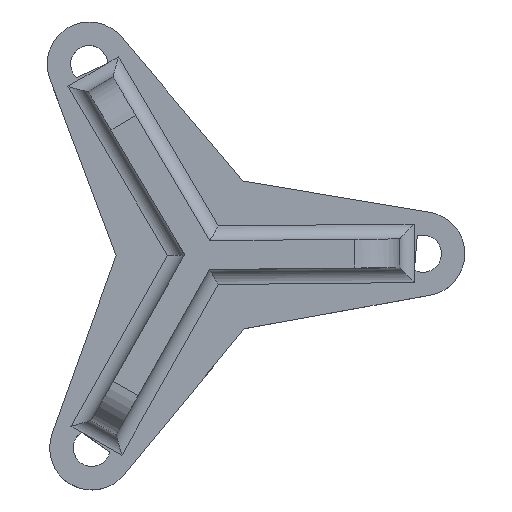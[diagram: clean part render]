
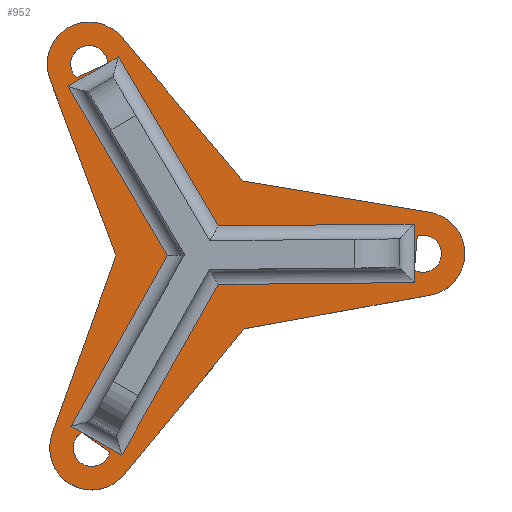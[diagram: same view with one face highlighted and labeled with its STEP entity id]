
A CAD part, top view. The second image highlights one B-rep face of the part: STEP entity #952.
In plain terms, the highlighted planar face has unit normal (0, 0, 1).
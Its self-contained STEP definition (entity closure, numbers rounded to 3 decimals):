
#30=FACE_BOUND('',#361,.T.);
#63=LINE('',#1422,#156);
#83=LINE('',#1471,#176);
#85=LINE('',#1475,#178);
#88=LINE('',#1483,#181);
#91=LINE('',#1502,#184);
#93=LINE('',#1509,#186);
#95=LINE('',#1516,#188);
#97=LINE('',#1522,#190);
#99=LINE('',#1534,#192);
#100=LINE('',#1539,#193);
#102=LINE('',#1546,#195);
#104=LINE('',#1552,#197);
#105=LINE('',#1558,#198);
#107=LINE('',#1563,#200);
#109=LINE('',#1568,#202);
#111=LINE('',#1571,#204);
#112=LINE('',#1573,#205);
#125=LINE('',#1605,#218);
#126=LINE('',#1609,#219);
#127=LINE('',#1610,#220);
#128=LINE('',#1612,#221);
#156=VECTOR('',#1120,10.);
#176=VECTOR('',#1172,10.);
#178=VECTOR('',#1176,10.);
#181=VECTOR('',#1185,10.);
#184=VECTOR('',#1196,10.);
#186=VECTOR('',#1202,10.);
#188=VECTOR('',#1210,10.);
#190=VECTOR('',#1214,10.);
#192=VECTOR('',#1220,10.);
#193=VECTOR('',#1225,10.);
#195=VECTOR('',#1233,10.);
#197=VECTOR('',#1237,10.);
#198=VECTOR('',#1240,10.);
#200=VECTOR('',#1246,10.);
#202=VECTOR('',#1250,10.);
#204=VECTOR('',#1254,10.);
#205=VECTOR('',#1257,10.);
#218=VECTOR('',#1288,10.);
#219=VECTOR('',#1291,10.);
#220=VECTOR('',#1292,10.);
#221=VECTOR('',#1295,10.);
#255=PLANE('',#1050);
#303=FACE_OUTER_BOUND('',#360,.T.);
#360=EDGE_LOOP('',(#810,#811,#812,#813,#814,#815,#816,#817,#818));
#361=EDGE_LOOP('',(#819,#820,#821,#822,#823,#824,#825,#826,#827,#828,#829,
#830,#831,#832,#833,#834,#835,#836));
#388=CIRCLE('',#987,2.5);
#398=CIRCLE('',#1012,5.657);
#399=CIRCLE('',#1016,5.657);
#404=CIRCLE('',#1051,5.657);
#405=CIRCLE('',#1052,2.5);
#406=CIRCLE('',#1053,2.5);
#415=VERTEX_POINT('',#1369);
#416=VERTEX_POINT('',#1374);
#432=VERTEX_POINT('',#1419);
#433=VERTEX_POINT('',#1421);
#444=VERTEX_POINT('',#1463);
#445=VERTEX_POINT('',#1465);
#446=VERTEX_POINT('',#1469);
#447=VERTEX_POINT('',#1473);
#448=VERTEX_POINT('',#1477);
#449=VERTEX_POINT('',#1481);
#452=VERTEX_POINT('',#1499);
#453=VERTEX_POINT('',#1501);
#455=VERTEX_POINT('',#1507);
#456=VERTEX_POINT('',#1508);
#460=VERTEX_POINT('',#1519);
#461=VERTEX_POINT('',#1521);
#464=VERTEX_POINT('',#1531);
#465=VERTEX_POINT('',#1533);
#466=VERTEX_POINT('',#1537);
#467=VERTEX_POINT('',#1538);
#471=VERTEX_POINT('',#1549);
#472=VERTEX_POINT('',#1551);
#473=VERTEX_POINT('',#1561);
#475=VERTEX_POINT('',#1566);
#485=VERTEX_POINT('',#1604);
#486=VERTEX_POINT('',#1606);
#487=VERTEX_POINT('',#1608);
#502=EDGE_CURVE('',#416,#415,#388,.T.);
#522=EDGE_CURVE('',#433,#432,#63,.T.);
#544=EDGE_CURVE('',#445,#444,#398,.T.);
#547=EDGE_CURVE('',#444,#446,#83,.T.);
#549=EDGE_CURVE('',#446,#447,#85,.T.);
#551=EDGE_CURVE('',#447,#448,#399,.T.);
#553=EDGE_CURVE('',#448,#449,#88,.T.);
#559=EDGE_CURVE('',#453,#452,#91,.T.);
#562=EDGE_CURVE('',#455,#456,#93,.T.);
#566=EDGE_CURVE('',#433,#455,#95,.T.);
#569=EDGE_CURVE('',#460,#461,#97,.T.);
#573=EDGE_CURVE('',#464,#465,#99,.T.);
#575=EDGE_CURVE('',#466,#467,#100,.T.);
#579=EDGE_CURVE('',#453,#464,#102,.T.);
#582=EDGE_CURVE('',#471,#472,#104,.T.);
#584=EDGE_CURVE('',#467,#471,#105,.T.);
#587=EDGE_CURVE('',#473,#466,#107,.T.);
#590=EDGE_CURVE('',#475,#415,#109,.T.);
#592=EDGE_CURVE('',#465,#460,#111,.T.);
#593=EDGE_CURVE('',#456,#475,#112,.T.);
#609=EDGE_CURVE('',#449,#485,#125,.T.);
#610=EDGE_CURVE('',#485,#486,#404,.T.);
#611=EDGE_CURVE('',#486,#487,#126,.T.);
#612=EDGE_CURVE('',#487,#445,#127,.T.);
#613=EDGE_CURVE('',#452,#472,#405,.T.);
#614=EDGE_CURVE('',#473,#416,#128,.T.);
#615=EDGE_CURVE('',#432,#461,#406,.T.);
#810=ORIENTED_EDGE('',*,*,#549,.T.);
#811=ORIENTED_EDGE('',*,*,#551,.T.);
#812=ORIENTED_EDGE('',*,*,#553,.T.);
#813=ORIENTED_EDGE('',*,*,#609,.T.);
#814=ORIENTED_EDGE('',*,*,#610,.T.);
#815=ORIENTED_EDGE('',*,*,#611,.T.);
#816=ORIENTED_EDGE('',*,*,#612,.T.);
#817=ORIENTED_EDGE('',*,*,#544,.T.);
#818=ORIENTED_EDGE('',*,*,#547,.T.);
#819=ORIENTED_EDGE('',*,*,#569,.F.);
#820=ORIENTED_EDGE('',*,*,#592,.F.);
#821=ORIENTED_EDGE('',*,*,#573,.F.);
#822=ORIENTED_EDGE('',*,*,#579,.F.);
#823=ORIENTED_EDGE('',*,*,#559,.T.);
#824=ORIENTED_EDGE('',*,*,#613,.T.);
#825=ORIENTED_EDGE('',*,*,#582,.F.);
#826=ORIENTED_EDGE('',*,*,#584,.F.);
#827=ORIENTED_EDGE('',*,*,#575,.F.);
#828=ORIENTED_EDGE('',*,*,#587,.F.);
#829=ORIENTED_EDGE('',*,*,#614,.T.);
#830=ORIENTED_EDGE('',*,*,#502,.T.);
#831=ORIENTED_EDGE('',*,*,#590,.F.);
#832=ORIENTED_EDGE('',*,*,#593,.F.);
#833=ORIENTED_EDGE('',*,*,#562,.F.);
#834=ORIENTED_EDGE('',*,*,#566,.F.);
#835=ORIENTED_EDGE('',*,*,#522,.T.);
#836=ORIENTED_EDGE('',*,*,#615,.T.);
#952=ADVANCED_FACE('',(#303,#30),#255,.T.);
#987=AXIS2_PLACEMENT_3D('',#1375,#1087,#1088);
#1012=AXIS2_PLACEMENT_3D('',#1466,#1166,#1167);
#1016=AXIS2_PLACEMENT_3D('',#1479,#1180,#1181);
#1050=AXIS2_PLACEMENT_3D('',#1603,#1286,#1287);
#1051=AXIS2_PLACEMENT_3D('',#1607,#1289,#1290);
#1052=AXIS2_PLACEMENT_3D('',#1611,#1293,#1294);
#1053=AXIS2_PLACEMENT_3D('',#1613,#1296,#1297);
#1087=DIRECTION('center_axis',(0.,0.,-1.));
#1088=DIRECTION('ref_axis',(1.,0.,0.));
#1120=DIRECTION('',(-0.905,-0.424,0.));
#1166=DIRECTION('center_axis',(0.,0.,1.));
#1167=DIRECTION('ref_axis',(1.,0.,0.));
#1172=DIRECTION('',(0.635,0.772,0.));
#1176=DIRECTION('',(0.984,0.178,0.));
#1180=DIRECTION('center_axis',(0.,0.,1.));
#1181=DIRECTION('ref_axis',(-0.5,0.866,0.));
#1185=DIRECTION('',(-0.986,0.164,0.));
#1196=DIRECTION('',(0.085,0.996,0.));
#1202=DIRECTION('',(0.508,-0.861,0.));
#1210=DIRECTION('',(-0.861,-0.508,0.));
#1214=DIRECTION('',(-0.861,-0.508,0.));
#1220=DIRECTION('',(-1.,-0.01,0.));
#1225=DIRECTION('',(0.492,0.871,0.));
#1233=DIRECTION('',(-0.01,1.,0.));
#1237=DIRECTION('',(-0.01,1.,0.));
#1240=DIRECTION('',(1.,0.01,0.));
#1246=DIRECTION('',(0.871,-0.492,0.));
#1250=DIRECTION('',(0.871,-0.492,0.));
#1254=DIRECTION('',(-0.508,0.861,0.));
#1257=DIRECTION('',(-0.492,-0.871,0.));
#1286=DIRECTION('center_axis',(0.,0.,1.));
#1287=DIRECTION('ref_axis',(1.,0.,0.));
#1288=DIRECTION('',(-0.646,0.763,0.));
#1289=DIRECTION('center_axis',(0.,0.,1.));
#1290=DIRECTION('ref_axis',(-0.5,-0.866,0.));
#1291=DIRECTION('',(0.351,-0.936,0.));
#1292=DIRECTION('',(-0.338,-0.941,0.));
#1293=DIRECTION('center_axis',(0.,0.,-1.));
#1294=DIRECTION('ref_axis',(-0.5,0.866,0.));
#1295=DIRECTION('',(0.82,-0.572,0.));
#1296=DIRECTION('center_axis',(0.,0.,-1.));
#1297=DIRECTION('ref_axis',(-0.5,-0.866,0.));
#1369=CARTESIAN_POINT('',(-16.088,-23.793,52.));
#1374=CARTESIAN_POINT('',(-12.269,-26.426,52.));
#1375=CARTESIAN_POINT('Origin',(-14.709,-25.878,52.));
#1419=CARTESIAN_POINT('',(-16.751,23.838,52.));
#1421=CARTESIAN_POINT('',(-12.782,25.698,52.));
#1422=CARTESIAN_POINT('',(-11.05,26.51,52.));
#1463=CARTESIAN_POINT('',(-10.34,-29.473,52.));
#1465=CARTESIAN_POINT('',(-20.032,-23.964,52.));
#1466=CARTESIAN_POINT('Origin',(-14.709,-25.878,52.));
#1469=CARTESIAN_POINT('',(5.79,-9.874,52.));
#1471=CARTESIAN_POINT('',(8.297,-6.828,52.));
#1473=CARTESIAN_POINT('',(30.77,-5.367,52.));
#1475=CARTESIAN_POINT('',(30.77,-5.367,52.));
#1477=CARTESIAN_POINT('',(30.694,5.781,52.));
#1479=CARTESIAN_POINT('Origin',(29.765,0.201,52.));
#1481=CARTESIAN_POINT('',(5.656,9.951,52.));
#1483=CARTESIAN_POINT('',(1.765,10.599,52.));
#1499=CARTESIAN_POINT('',(29.02,2.587,52.));
#1501=CARTESIAN_POINT('',(28.646,-1.779,52.));
#1502=CARTESIAN_POINT('',(28.483,-3.685,52.));
#1507=CARTESIAN_POINT('',(-17.922,22.664,52.));
#1508=CARTESIAN_POINT('',(-4.541,0.001,52.));
#1509=CARTESIAN_POINT('',(-8.482,6.676,52.));
#1516=CARTESIAN_POINT('',(-17.773,22.752,52.));
#1519=CARTESIAN_POINT('',(-11.15,26.662,52.));
#1521=CARTESIAN_POINT('',(-12.561,25.829,52.));
#1522=CARTESIAN_POINT('',(-17.773,22.752,52.));
#1531=CARTESIAN_POINT('',(28.588,4.189,52.));
#1533=CARTESIAN_POINT('',(2.271,3.932,52.));
#1534=CARTESIAN_POINT('',(10.819,4.015,52.));
#1537=CARTESIAN_POINT('',(-10.667,-26.852,52.));
#1538=CARTESIAN_POINT('',(2.27,-3.933,52.));
#1539=CARTESIAN_POINT('',(-5.945,-18.487,52.));
#1546=CARTESIAN_POINT('',(28.686,-5.871,52.));
#1549=CARTESIAN_POINT('',(28.665,-3.675,52.));
#1551=CARTESIAN_POINT('',(28.649,-2.036,52.));
#1552=CARTESIAN_POINT('',(28.686,-5.871,52.));
#1558=CARTESIAN_POINT('',(-2.417,-3.978,52.));
#1561=CARTESIAN_POINT('',(-15.864,-23.919,52.));
#1563=CARTESIAN_POINT('',(-14.522,-24.677,52.));
#1566=CARTESIAN_POINT('',(-17.515,-22.987,52.));
#1568=CARTESIAN_POINT('',(-14.522,-24.677,52.));
#1571=CARTESIAN_POINT('',(5.059,-0.79,52.));
#1573=CARTESIAN_POINT('',(-6.25,-3.028,52.));
#1603=CARTESIAN_POINT('Origin',(-4.81,-10.395,52.));
#1604=CARTESIAN_POINT('',(-10.737,29.331,52.));
#1605=CARTESIAN_POINT('',(-10.737,29.331,52.));
#1606=CARTESIAN_POINT('',(-20.354,23.691,52.));
#1607=CARTESIAN_POINT('Origin',(-15.056,25.677,52.));
#1608=CARTESIAN_POINT('',(-11.446,-0.077,52.));
#1609=CARTESIAN_POINT('',(-10.062,-3.771,52.));
#1610=CARTESIAN_POINT('',(-20.032,-23.964,52.));
#1611=CARTESIAN_POINT('Origin',(29.765,0.201,52.));
#1612=CARTESIAN_POINT('',(-17.433,-22.825,52.));
#1613=CARTESIAN_POINT('Origin',(-15.056,25.677,52.));
